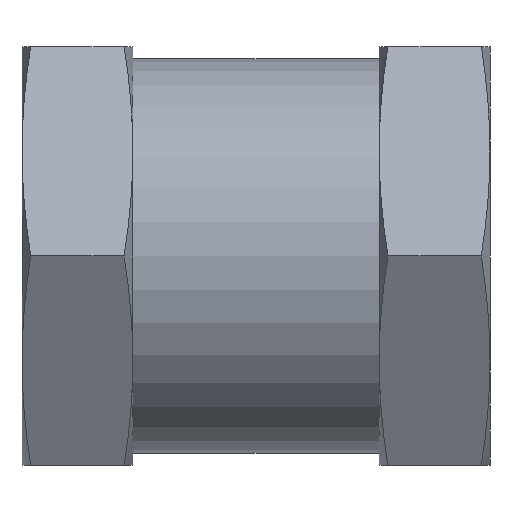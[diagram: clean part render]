
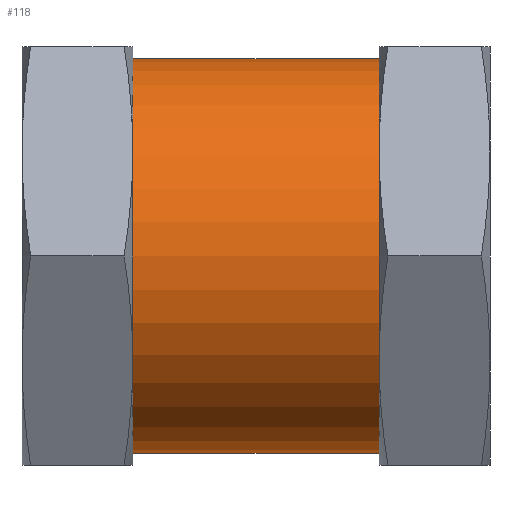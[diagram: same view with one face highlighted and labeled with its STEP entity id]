
A CAD part, left-side view. The second image highlights one B-rep face of the part: STEP entity #118.
In plain terms, the highlighted cylindrical face has radius 8 mm (diameter 16 mm), a partial arc.
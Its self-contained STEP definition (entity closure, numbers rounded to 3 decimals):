
#118=ADVANCED_FACE('',(#258),#259,.T.);
#258=FACE_OUTER_BOUND('',#413,.T.);
#259=CYLINDRICAL_SURFACE('',#414,8.0);
#413=EDGE_LOOP('',(#713,#714,#715,#716));
#414=AXIS2_PLACEMENT_3D('',#717,#718,#719);
#713=ORIENTED_EDGE('',*,*,#890,.F.);
#714=ORIENTED_EDGE('',*,*,#995,.T.);
#715=ORIENTED_EDGE('',*,*,#892,.T.);
#716=ORIENTED_EDGE('',*,*,#951,.F.);
#717=CARTESIAN_POINT('',(0.0,0.0,0.0));
#718=DIRECTION('',(0.0,-1.0,-0.0));
#719=DIRECTION('',(0.0,0.0,-1.0));
#890=EDGE_CURVE('',#1042,#1044,#1045,.T.);
#892=EDGE_CURVE('',#1041,#1046,#1048,.T.);
#951=EDGE_CURVE('',#1044,#1046,#1139,.T.);
#995=EDGE_CURVE('',#1042,#1041,#1207,.T.);
#1041=VERTEX_POINT('',#1253);
#1042=VERTEX_POINT('',#1254);
#1044=VERTEX_POINT('',#1256);
#1045=LINE('',#1257,#1258);
#1046=VERTEX_POINT('',#1259);
#1048=LINE('',#1261,#1262);
#1139=CIRCLE('',#1445,8.0);
#1207=CIRCLE('',#1599,8.0);
#1253=CARTESIAN_POINT('',(0.0,14.5,-8.0));
#1254=CARTESIAN_POINT('',(0.,14.5,8.0));
#1256=CARTESIAN_POINT('',(0.,4.5,8.0));
#1257=CARTESIAN_POINT('',(0.,0.0,8.0));
#1258=VECTOR('',#1647,1000.0);
#1259=CARTESIAN_POINT('',(0.0,4.5,-8.0));
#1261=CARTESIAN_POINT('',(0.0,0.0,-8.0));
#1262=VECTOR('',#1651,1000.0);
#1445=AXIS2_PLACEMENT_3D('',#1697,#1698,#1699);
#1599=AXIS2_PLACEMENT_3D('',#1724,#1725,#1726);
#1647=DIRECTION('',(-0.0,-1.0,-0.0));
#1651=DIRECTION('',(-0.0,-1.0,-0.0));
#1697=CARTESIAN_POINT('',(0.0,4.5,0.0));
#1698=DIRECTION('',(0.0,-1.0,-0.0));
#1699=DIRECTION('',(0.0,0.0,-1.0));
#1724=CARTESIAN_POINT('',(0.0,14.5,0.0));
#1725=DIRECTION('',(0.0,-1.0,-0.0));
#1726=DIRECTION('',(0.0,0.0,-1.0));
